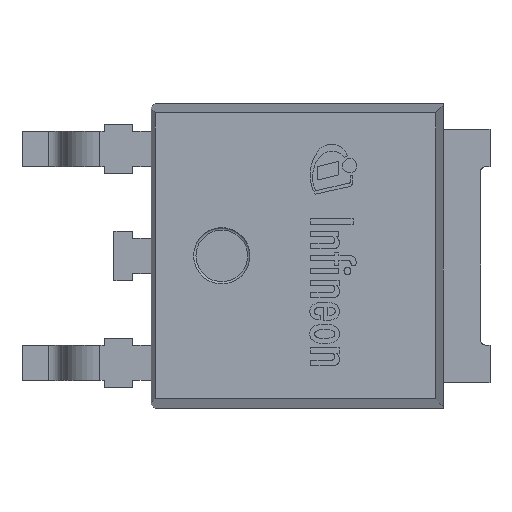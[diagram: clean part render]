
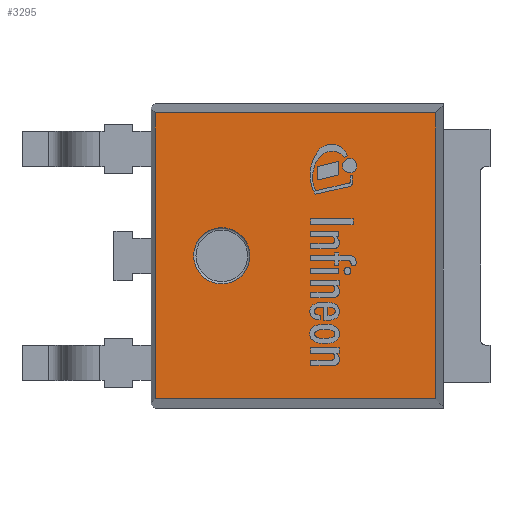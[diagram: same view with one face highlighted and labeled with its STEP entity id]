
A CAD part, top view. The second image highlights one B-rep face of the part: STEP entity #3295.
In plain terms, the highlighted planar face has unit normal (0, 0, 1).
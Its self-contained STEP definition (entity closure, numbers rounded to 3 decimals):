
#105=FACE_BOUND('',#1307,.T.);
#111=PLANE('',#3512);
#276=LINE('',#4568,#687);
#277=LINE('',#4570,#688);
#278=LINE('',#4572,#689);
#279=LINE('',#4573,#690);
#687=VECTOR('',#3737,1000.);
#688=VECTOR('',#3738,1000.);
#689=VECTOR('',#3739,1000.);
#690=VECTOR('',#3740,1000.);
#1111=FACE_OUTER_BOUND('',#1306,.T.);
#1306=EDGE_LOOP('',(#2345,#2346,#2347,#2348));
#1307=EDGE_LOOP('',(#2349));
#1506=CIRCLE('',#3510,0.6);
#1537=VERTEX_POINT('',#4553);
#1542=VERTEX_POINT('',#4566);
#1543=VERTEX_POINT('',#4567);
#1544=VERTEX_POINT('',#4569);
#1545=VERTEX_POINT('',#4571);
#1858=EDGE_CURVE('',#1537,#1537,#1506,.T.);
#1863=EDGE_CURVE('',#1542,#1543,#276,.T.);
#1864=EDGE_CURVE('',#1544,#1543,#277,.T.);
#1865=EDGE_CURVE('',#1545,#1544,#278,.T.);
#1866=EDGE_CURVE('',#1545,#1542,#279,.T.);
#2345=ORIENTED_EDGE('',*,*,#1863,.T.);
#2346=ORIENTED_EDGE('',*,*,#1864,.F.);
#2347=ORIENTED_EDGE('',*,*,#1865,.F.);
#2348=ORIENTED_EDGE('',*,*,#1866,.T.);
#2349=ORIENTED_EDGE('',*,*,#1858,.F.);
#3295=ADVANCED_FACE('',(#1111,#105),#111,.T.);
#3510=AXIS2_PLACEMENT_3D('',#4555,#3727,#3728);
#3512=AXIS2_PLACEMENT_3D('',#4565,#3735,#3736);
#3727=DIRECTION('center_axis',(0.,0.,1.));
#3728=DIRECTION('ref_axis',(0.,-1.,0.));
#3735=DIRECTION('center_axis',(0.,0.,1.));
#3736=DIRECTION('ref_axis',(0.,-1.,0.));
#3737=DIRECTION('',(0.,1.,0.));
#3738=DIRECTION('',(1.,0.,0.));
#3739=DIRECTION('',(0.,1.,0.));
#3740=DIRECTION('',(1.,0.,0.));
#4553=CARTESIAN_POINT('',(-0.73,0.6,2.5));
#4555=CARTESIAN_POINT('Origin',(-0.73,0.,
2.5));
#4565=CARTESIAN_POINT('Origin',(0.,0.,2.5));
#4566=CARTESIAN_POINT('',(3.828,-3.046,2.5));
#4567=CARTESIAN_POINT('',(3.828,3.046,2.5));
#4568=CARTESIAN_POINT('',(3.828,-3.25,2.5));
#4569=CARTESIAN_POINT('',(-2.147,3.046,2.5));
#4570=CARTESIAN_POINT('',(-2.23,3.046,2.5));
#4571=CARTESIAN_POINT('',(-2.147,-3.046,2.5));
#4572=CARTESIAN_POINT('',(-2.147,-3.25,2.5));
#4573=CARTESIAN_POINT('',(-2.23,-3.046,2.5));
